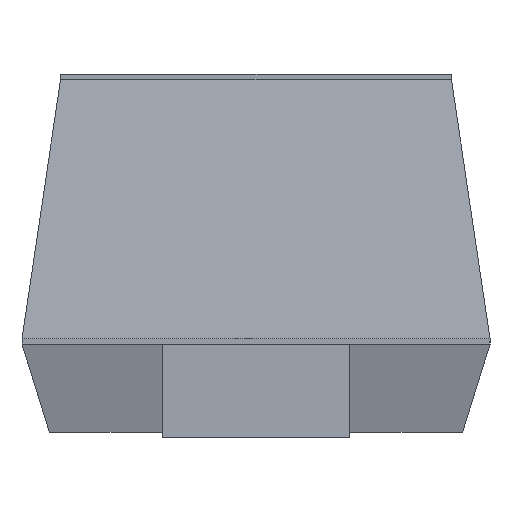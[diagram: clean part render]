
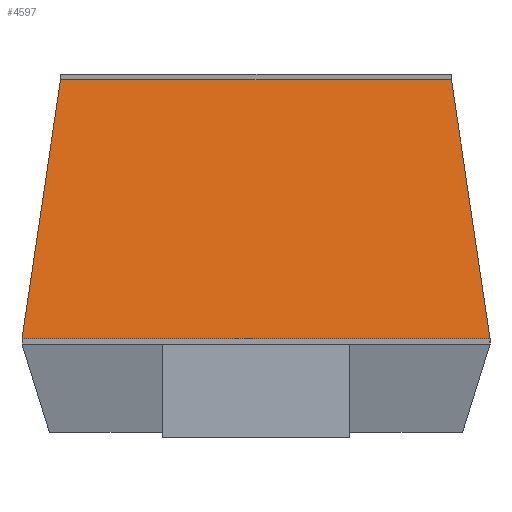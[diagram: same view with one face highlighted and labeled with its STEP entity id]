
A CAD part, left-side view. The second image highlights one B-rep face of the part: STEP entity #4597.
In plain terms, the highlighted planar face has unit normal (-0.989, 0, 0.147).
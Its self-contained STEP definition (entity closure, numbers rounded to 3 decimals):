
#607 = DIRECTION ( 'NONE',  ( 0., 1., 0. ) ) ;
#761 = CARTESIAN_POINT ( 'NONE',  ( -0.625, 0.425, 0.18 ) ) ;
#828 = LINE ( 'NONE', #6017, #5283 ) ;
#961 = ORIENTED_EDGE ( 'NONE', *, *, #6206, .T. ) ;
#1227 = ORIENTED_EDGE ( 'NONE', *, *, #4805, .F. ) ;
#1273 = AXIS2_PLACEMENT_3D ( 'NONE', #5216, #4153, #1540 ) ;
#1403 = DIRECTION ( 'NONE',  ( 0.146, 0.146, 0.979 ) ) ;
#1412 = DIRECTION ( 'NONE',  ( 0., 1., 0. ) ) ;
#1481 = CARTESIAN_POINT ( 'NONE',  ( -0.625, -0.425, 0.18 ) ) ;
#1540 = DIRECTION ( 'NONE',  ( 0.147, 0., 0.989 ) ) ;
#1563 = EDGE_LOOP ( 'NONE', ( #961, #1227, #4922, #2385 ) ) ;
#2037 = LINE ( 'NONE', #3677, #6618 ) ;
#2385 = ORIENTED_EDGE ( 'NONE', *, *, #3608, .T. ) ;
#2722 = VERTEX_POINT ( 'NONE', #5061 ) ;
#3608 = EDGE_CURVE ( 'NONE', #4262, #2722, #3998, .T. ) ;
#3677 = CARTESIAN_POINT ( 'NONE',  ( -0.625, 0.425, 0.18 ) ) ;
#3688 = VERTEX_POINT ( 'NONE', #1481 ) ;
#3813 = LINE ( 'NONE', #5910, #6214 ) ;
#3923 = EDGE_CURVE ( 'NONE', #3688, #4262, #828, .T. ) ;
#3974 = VECTOR ( 'NONE', #1412, 1000. ) ;
#3998 = LINE ( 'NONE', #6098, #3974 ) ;
#4153 = DIRECTION ( 'NONE',  ( -0.989, 0., 0.147 ) ) ;
#4187 = FACE_OUTER_BOUND ( 'NONE', #1563, .T. ) ;
#4262 = VERTEX_POINT ( 'NONE', #6177 ) ;
#4597 = ADVANCED_FACE ( 'NONE', ( #4187 ), #5188, .T. ) ;
#4805 = EDGE_CURVE ( 'NONE', #3688, #6605, #2037, .T. ) ;
#4922 = ORIENTED_EDGE ( 'NONE', *, *, #3923, .T. ) ;
#5061 = CARTESIAN_POINT ( 'NONE',  ( -0.555, 0.355, 0.65 ) ) ;
#5188 = PLANE ( 'NONE',  #1273 ) ;
#5216 = CARTESIAN_POINT ( 'NONE',  ( -0.59, 0.212, 0.415 ) ) ;
#5283 = VECTOR ( 'NONE', #1403, 1000. ) ;
#5386 = DIRECTION ( 'NONE',  ( -0.146, 0.146, -0.979 ) ) ;
#5910 = CARTESIAN_POINT ( 'NONE',  ( -0.555, 0.355, 0.65 ) ) ;
#6017 = CARTESIAN_POINT ( 'NONE',  ( -0.625, -0.425, 0.18 ) ) ;
#6098 = CARTESIAN_POINT ( 'NONE',  ( -0.555, 0.212, 0.65 ) ) ;
#6177 = CARTESIAN_POINT ( 'NONE',  ( -0.555, -0.355, 0.65 ) ) ;
#6206 = EDGE_CURVE ( 'NONE', #2722, #6605, #3813, .T. ) ;
#6214 = VECTOR ( 'NONE', #5386, 1000. ) ;
#6605 = VERTEX_POINT ( 'NONE', #761 ) ;
#6618 = VECTOR ( 'NONE', #607, 1000. ) ;
